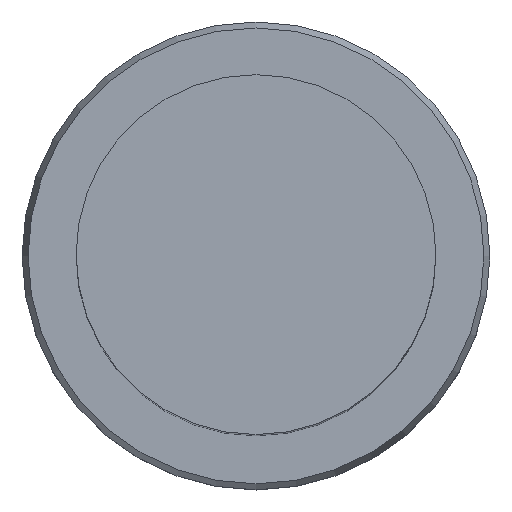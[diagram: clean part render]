
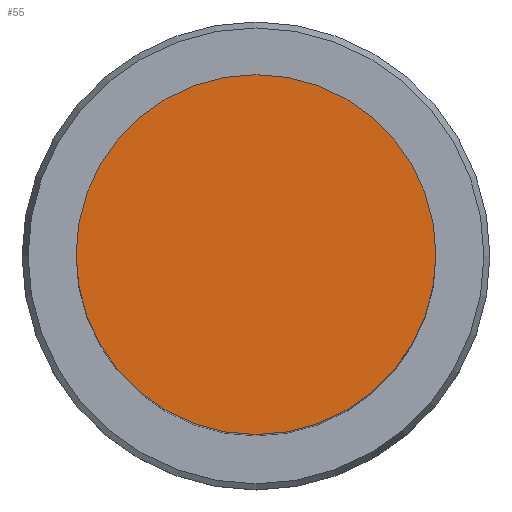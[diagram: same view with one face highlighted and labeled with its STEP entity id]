
A CAD part, top view. The second image highlights one B-rep face of the part: STEP entity #55.
In plain terms, the highlighted planar face has unit normal (0, 0, 1).
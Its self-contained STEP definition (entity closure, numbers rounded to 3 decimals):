
#55=ADVANCED_FACE('Unnamed[1]',(#143),#144,.T.);
#90=EDGE_CURVE('Unnamed[1]',#199,#199,#200,.T.);
#143=FACE_OUTER_BOUND('',#261,.T.);
#144=PLANE('',#262);
#199=VERTEX_POINT('',#330);
#200=CIRCLE('',#331,15.0);
#261=EDGE_LOOP('',(#396));
#262=AXIS2_PLACEMENT_3D('',#397,#398,#399);
#330=CARTESIAN_POINT('',(0.,15.0,157.9));
#331=AXIS2_PLACEMENT_3D('',#462,#463,#464);
#396=ORIENTED_EDGE('',*,*,#90,.F.);
#397=CARTESIAN_POINT('',(0.,7.5,157.9));
#398=DIRECTION('',(0.,0.,1.0));
#399=DIRECTION('',(0.,-1.0,0.));
#462=CARTESIAN_POINT('',(0.,0.,157.9));
#463=DIRECTION('',(0.,0.,-1.0));
#464=DIRECTION('',(0.,1.0,0.));
